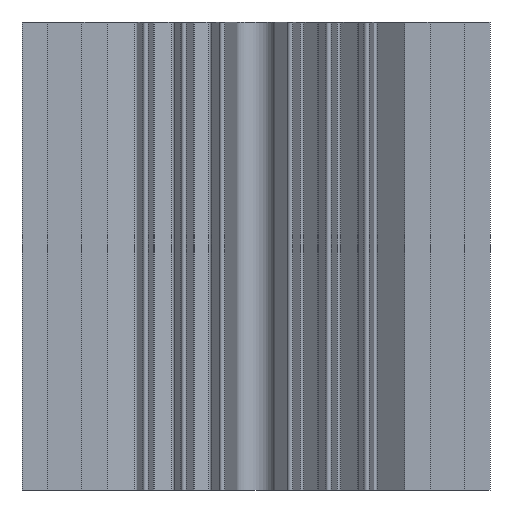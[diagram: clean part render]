
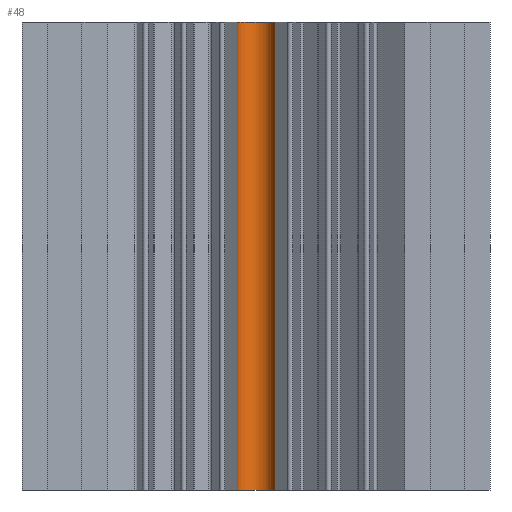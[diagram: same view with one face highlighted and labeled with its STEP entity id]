
A CAD part, front view. The second image highlights one B-rep face of the part: STEP entity #48.
In plain terms, the highlighted cylindrical face has radius 4.5 mm (diameter 9 mm), a partial arc.
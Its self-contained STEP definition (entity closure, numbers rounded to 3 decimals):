
#48 = ADVANCED_FACE ( 'NONE', ( #388 ), #4154, .F. ) ;
#157 = CARTESIAN_POINT ( 'NONE',  ( -4.5, -44.5, 55. ) ) ;
#388 = FACE_OUTER_BOUND ( 'NONE', #2293, .T. ) ;
#1202 = CARTESIAN_POINT ( 'NONE',  ( 4.5, -44.5, 55. ) ) ;
#1359 = VECTOR ( 'NONE', #2114, 1000. ) ;
#1546 = VERTEX_POINT ( 'NONE', #8326 ) ;
#2083 = CARTESIAN_POINT ( 'NONE',  ( 0., -44.5, -55. ) ) ;
#2114 = DIRECTION ( 'NONE',  ( 0., 0., -1. ) ) ;
#2230 = ORIENTED_EDGE ( 'NONE', *, *, #7215, .T. ) ;
#2293 = EDGE_LOOP ( 'NONE', ( #2230, #10582, #8259, #2926 ) ) ;
#2486 = EDGE_CURVE ( 'NONE', #5890, #6759, #4845, .T. ) ;
#2713 = CARTESIAN_POINT ( 'NONE',  ( 4.5, -44.5, 55. ) ) ;
#2834 = EDGE_CURVE ( 'NONE', #6759, #6190, #7623, .T. ) ;
#2926 = ORIENTED_EDGE ( 'NONE', *, *, #6250, .T. ) ;
#3851 = DIRECTION ( 'NONE',  ( 0., 0., -1. ) ) ;
#3975 = AXIS2_PLACEMENT_3D ( 'NONE', #7028, #6890, #7728 ) ;
#4052 = AXIS2_PLACEMENT_3D ( 'NONE', #2083, #7969, #9544 ) ;
#4154 = CYLINDRICAL_SURFACE ( 'NONE', #3975, 4.5 ) ;
#4618 = CARTESIAN_POINT ( 'NONE',  ( 0., -44.5, 55. ) ) ;
#4845 = CIRCLE ( 'NONE', #6197, 4.5 ) ;
#5797 = LINE ( 'NONE', #157, #1359 ) ;
#5890 = VERTEX_POINT ( 'NONE', #6333 ) ;
#6128 = CIRCLE ( 'NONE', #4052, 4.5 ) ;
#6190 = VERTEX_POINT ( 'NONE', #8532 ) ;
#6197 = AXIS2_PLACEMENT_3D ( 'NONE', #4618, #3851, #9718 ) ;
#6250 = EDGE_CURVE ( 'NONE', #5890, #1546, #5797, .T. ) ;
#6333 = CARTESIAN_POINT ( 'NONE',  ( -4.5, -44.5, 55. ) ) ;
#6759 = VERTEX_POINT ( 'NONE', #1202 ) ;
#6890 = DIRECTION ( 'NONE',  ( 0., 0., -1. ) ) ;
#7028 = CARTESIAN_POINT ( 'NONE',  ( 0., -44.5, 55. ) ) ;
#7215 = EDGE_CURVE ( 'NONE', #1546, #6190, #6128, .T. ) ;
#7576 = DIRECTION ( 'NONE',  ( 0., 0., -1. ) ) ;
#7623 = LINE ( 'NONE', #2713, #8556 ) ;
#7728 = DIRECTION ( 'NONE',  ( -1., 0., 0. ) ) ;
#7969 = DIRECTION ( 'NONE',  ( 0., 0., -1. ) ) ;
#8259 = ORIENTED_EDGE ( 'NONE', *, *, #2486, .F. ) ;
#8326 = CARTESIAN_POINT ( 'NONE',  ( -4.5, -44.5, -55. ) ) ;
#8532 = CARTESIAN_POINT ( 'NONE',  ( 4.5, -44.5, -55. ) ) ;
#8556 = VECTOR ( 'NONE', #7576, 1000. ) ;
#9544 = DIRECTION ( 'NONE',  ( 1., 0., 0. ) ) ;
#9718 = DIRECTION ( 'NONE',  ( 1., 0., 0. ) ) ;
#10582 = ORIENTED_EDGE ( 'NONE', *, *, #2834, .F. ) ;
